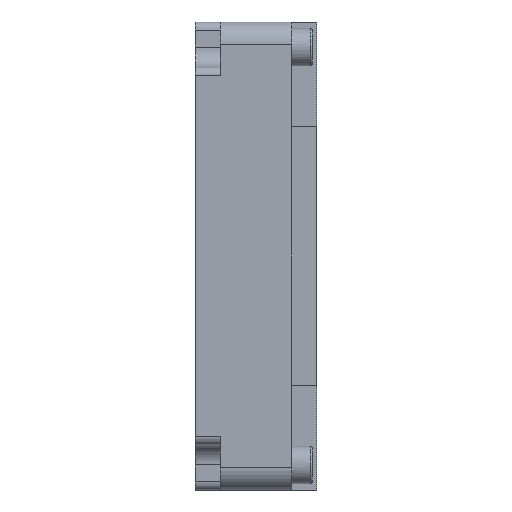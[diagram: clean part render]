
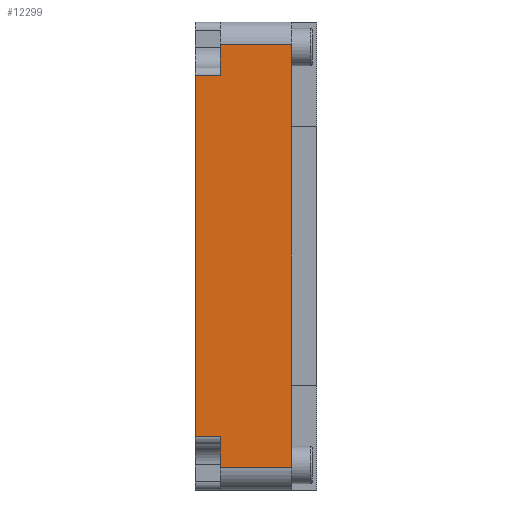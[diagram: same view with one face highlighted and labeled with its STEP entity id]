
A CAD part, left-side view. The second image highlights one B-rep face of the part: STEP entity #12299.
In plain terms, the highlighted planar face has unit normal (-1, 0, 0).
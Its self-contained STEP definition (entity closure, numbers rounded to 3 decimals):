
#59 = LINE ( 'NONE', #1011, #11155 ) ;
#180 = DIRECTION ( 'NONE',  ( 0., 1., 0. ) ) ;
#952 = CARTESIAN_POINT ( 'NONE',  ( -20., 14.5, 25.3 ) ) ;
#1011 = CARTESIAN_POINT ( 'NONE',  ( -20., 3., 15.5 ) ) ;
#1643 = LINE ( 'NONE', #5560, #5313 ) ;
#1750 = EDGE_CURVE ( 'NONE', #9845, #3926, #11368, .T. ) ;
#2306 = FACE_OUTER_BOUND ( 'NONE', #3765, .T. ) ;
#2333 = DIRECTION ( 'NONE',  ( 0., -1., 0. ) ) ;
#2388 = PLANE ( 'NONE',  #13578 ) ;
#2422 = VECTOR ( 'NONE', #3658, 1000. ) ;
#2565 = DIRECTION ( 'NONE',  ( 0., 0., 1. ) ) ;
#2579 = VERTEX_POINT ( 'NONE', #14146 ) ;
#3624 = VECTOR ( 'NONE', #6552, 1000. ) ;
#3658 = DIRECTION ( 'NONE',  ( 0., 0., -1. ) ) ;
#3765 = EDGE_LOOP ( 'NONE', ( #8792, #13194, #10895, #12832, #11263, #16114, #5273, #4175 ) ) ;
#3815 = LINE ( 'NONE', #7914, #11727 ) ;
#3926 = VERTEX_POINT ( 'NONE', #12953 ) ;
#4166 = EDGE_CURVE ( 'NONE', #10534, #12353, #13431, .T. ) ;
#4175 = ORIENTED_EDGE ( 'NONE', *, *, #8797, .F. ) ;
#4176 = VERTEX_POINT ( 'NONE', #14747 ) ;
#4964 = CARTESIAN_POINT ( 'NONE',  ( -20., 14.5, -25.3 ) ) ;
#5273 = ORIENTED_EDGE ( 'NONE', *, *, #9864, .T. ) ;
#5313 = VECTOR ( 'NONE', #180, 1000. ) ;
#5317 = VECTOR ( 'NONE', #2333, 1000. ) ;
#5326 = LINE ( 'NONE', #9261, #3624 ) ;
#5560 = CARTESIAN_POINT ( 'NONE',  ( -20., 14.5, 21.6 ) ) ;
#5806 = VECTOR ( 'NONE', #8936, 1000. ) ;
#5903 = CARTESIAN_POINT ( 'NONE',  ( -20., 11.5, 25.3 ) ) ;
#6310 = DIRECTION ( 'NONE',  ( -1., 0., 0. ) ) ;
#6313 = DIRECTION ( 'NONE',  ( 0., 0., 1. ) ) ;
#6552 = DIRECTION ( 'NONE',  ( 0., 0., 1. ) ) ;
#7205 = EDGE_CURVE ( 'NONE', #13681, #4176, #1643, .T. ) ;
#7914 = CARTESIAN_POINT ( 'NONE',  ( -20., 11.5, -22.6 ) ) ;
#8425 = CARTESIAN_POINT ( 'NONE',  ( -20., 11.5, -25.3 ) ) ;
#8792 = ORIENTED_EDGE ( 'NONE', *, *, #9433, .F. ) ;
#8797 = EDGE_CURVE ( 'NONE', #15457, #2579, #12969, .T. ) ;
#8936 = DIRECTION ( 'NONE',  ( 0., -1., 0. ) ) ;
#9261 = CARTESIAN_POINT ( 'NONE',  ( -20., 11.5, 25.3 ) ) ;
#9433 = EDGE_CURVE ( 'NONE', #13681, #15457, #5326, .T. ) ;
#9601 = CARTESIAN_POINT ( 'NONE',  ( -20., 14.5, -25.3 ) ) ;
#9845 = VERTEX_POINT ( 'NONE', #11642 ) ;
#9864 = EDGE_CURVE ( 'NONE', #12353, #2579, #59, .T. ) ;
#10232 = CARTESIAN_POINT ( 'NONE',  ( -20., 11.5, -21.6 ) ) ;
#10489 = EDGE_CURVE ( 'NONE', #10534, #3926, #3815, .T. ) ;
#10534 = VERTEX_POINT ( 'NONE', #8425 ) ;
#10739 = DIRECTION ( 'NONE',  ( 0., -1., 0. ) ) ;
#10895 = ORIENTED_EDGE ( 'NONE', *, *, #11456, .T. ) ;
#11155 = VECTOR ( 'NONE', #6313, 1000. ) ;
#11263 = ORIENTED_EDGE ( 'NONE', *, *, #10489, .F. ) ;
#11368 = LINE ( 'NONE', #10232, #5806 ) ;
#11417 = LINE ( 'NONE', #4964, #2422 ) ;
#11456 = EDGE_CURVE ( 'NONE', #4176, #9845, #11417, .T. ) ;
#11642 = CARTESIAN_POINT ( 'NONE',  ( -20., 14.5, -21.6 ) ) ;
#11727 = VECTOR ( 'NONE', #12978, 1000. ) ;
#12299 = ADVANCED_FACE ( 'NONE', ( #2306 ), #2388, .T. ) ;
#12353 = VERTEX_POINT ( 'NONE', #14423 ) ;
#12832 = ORIENTED_EDGE ( 'NONE', *, *, #1750, .T. ) ;
#12953 = CARTESIAN_POINT ( 'NONE',  ( -20., 11.5, -21.6 ) ) ;
#12969 = LINE ( 'NONE', #952, #5317 ) ;
#12978 = DIRECTION ( 'NONE',  ( 0., 0., 1. ) ) ;
#13111 = CARTESIAN_POINT ( 'NONE',  ( -20., 14.5, -25.3 ) ) ;
#13194 = ORIENTED_EDGE ( 'NONE', *, *, #7205, .T. ) ;
#13431 = LINE ( 'NONE', #9601, #15402 ) ;
#13578 = AXIS2_PLACEMENT_3D ( 'NONE', #13111, #6310, #2565 ) ;
#13681 = VERTEX_POINT ( 'NONE', #14132 ) ;
#14132 = CARTESIAN_POINT ( 'NONE',  ( -20., 11.5, 21.6 ) ) ;
#14146 = CARTESIAN_POINT ( 'NONE',  ( -20., 3., 25.3 ) ) ;
#14423 = CARTESIAN_POINT ( 'NONE',  ( -20., 3., -25.3 ) ) ;
#14747 = CARTESIAN_POINT ( 'NONE',  ( -20., 14.5, 21.6 ) ) ;
#15402 = VECTOR ( 'NONE', #10739, 1000. ) ;
#15457 = VERTEX_POINT ( 'NONE', #5903 ) ;
#16114 = ORIENTED_EDGE ( 'NONE', *, *, #4166, .T. ) ;
